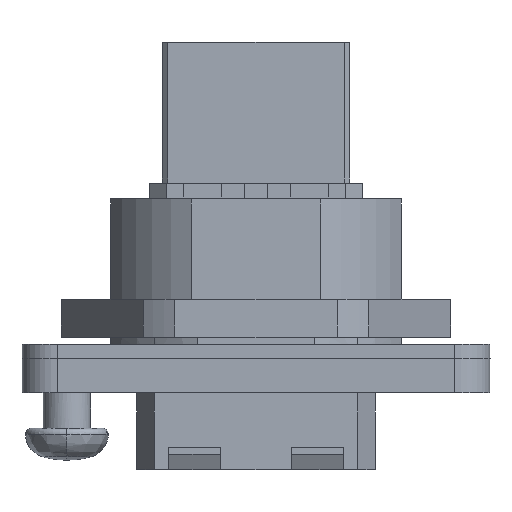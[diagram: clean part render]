
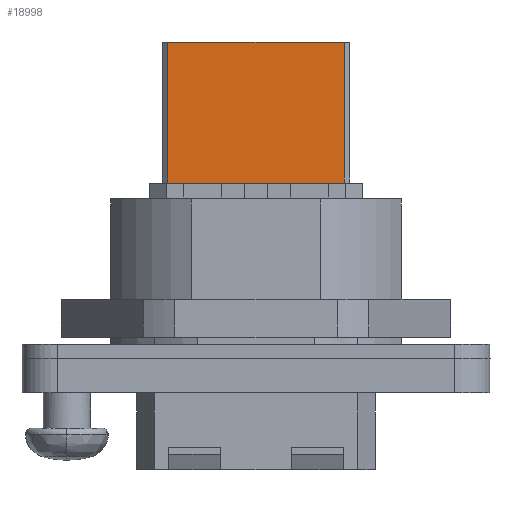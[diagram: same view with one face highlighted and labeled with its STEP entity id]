
A CAD part, front view. The second image highlights one B-rep face of the part: STEP entity #18998.
In plain terms, the highlighted planar face has unit normal (0, -1, 0).
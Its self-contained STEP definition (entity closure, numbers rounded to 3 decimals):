
#11345=AXIS2_PLACEMENT_3D('Plane Axis2P3D',#11342,#11343,#11344) ;
#9500=CARTESIAN_POINT('Vertex',(12.35,14.77,36.15)) ;
#9503=CARTESIAN_POINT('Line Origine',(19.8,14.77,36.15)) ;
#9507=CARTESIAN_POINT('Vertex',(27.25,14.77,36.15)) ;
#11014=CARTESIAN_POINT('Vertex',(27.25,14.77,24.25)) ;
#11017=CARTESIAN_POINT('Line Origine',(19.8,14.77,24.25)) ;
#11021=CARTESIAN_POINT('Vertex',(12.35,14.77,24.25)) ;
#11342=CARTESIAN_POINT('Axis2P3D Location',(27.75,14.77,36.15)) ;
#18975=CARTESIAN_POINT('Line Origine',(27.25,14.77,30.2)) ;
#18987=CARTESIAN_POINT('Line Origine',(12.35,14.77,30.2)) ;
#9504=DIRECTION('Vector Direction',(1.,0.,0.)) ;
#11018=DIRECTION('Vector Direction',(1.,0.,0.)) ;
#11343=DIRECTION('Axis2P3D Direction',(0.,1.,0.)) ;
#11344=DIRECTION('Axis2P3D XDirection',(-1.,0.,0.)) ;
#18976=DIRECTION('Vector Direction',(0.,0.,-1.)) ;
#18988=DIRECTION('Vector Direction',(0.,0.,-1.)) ;
#9505=VECTOR('Line Direction',#9504,1.) ;
#11019=VECTOR('Line Direction',#11018,1.) ;
#18977=VECTOR('Line Direction',#18976,1.) ;
#18989=VECTOR('Line Direction',#18988,1.) ;
#18993=ORIENTED_EDGE('',*,*,#11023,.F.) ;
#18994=ORIENTED_EDGE('',*,*,#18979,.F.) ;
#18995=ORIENTED_EDGE('',*,*,#9509,.T.) ;
#18996=ORIENTED_EDGE('',*,*,#18991,.T.) ;
#18998=ADVANCED_FACE('Brep With Voids',(#18997),#11346,.F.) ;
#9509=EDGE_CURVE('',#9508,#9501,#9506,.F.) ;
#11023=EDGE_CURVE('',#11015,#11022,#11020,.F.) ;
#18979=EDGE_CURVE('',#9508,#11015,#18978,.T.) ;
#18991=EDGE_CURVE('',#9501,#11022,#18990,.T.) ;
#18992=EDGE_LOOP('',(#18993,#18994,#18995,#18996)) ;
#18997=FACE_OUTER_BOUND('',#18992,.T.) ;
#9506=LINE('Line',#9503,#9505) ;
#11020=LINE('Line',#11017,#11019) ;
#18978=LINE('Line',#18975,#18977) ;
#18990=LINE('Line',#18987,#18989) ;
#11346=PLANE('',#11345) ;
#9501=VERTEX_POINT('',#9500) ;
#9508=VERTEX_POINT('',#9507) ;
#11015=VERTEX_POINT('',#11014) ;
#11022=VERTEX_POINT('',#11021) ;
